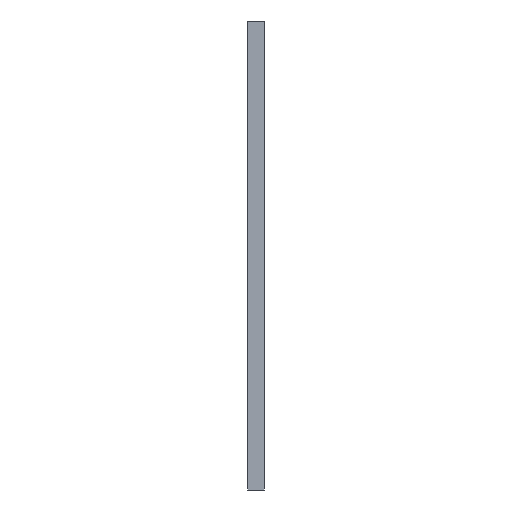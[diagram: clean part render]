
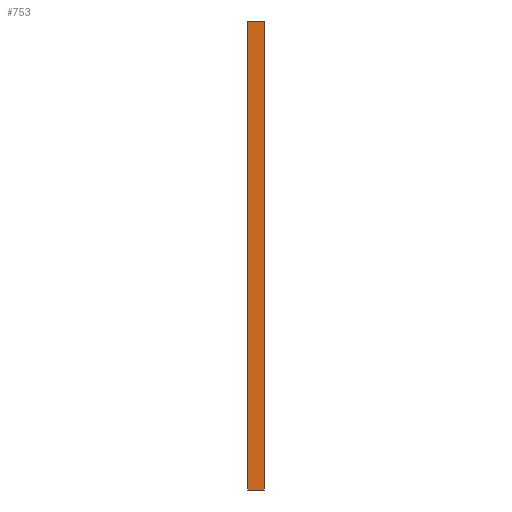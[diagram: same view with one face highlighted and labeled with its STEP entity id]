
A CAD part, left-side view. The second image highlights one B-rep face of the part: STEP entity #753.
In plain terms, the highlighted planar face has unit normal (-1, 0, 0).
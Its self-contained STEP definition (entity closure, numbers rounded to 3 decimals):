
#207 = LINE ( 'NONE', #3095, #1758 ) ;
#319 = VECTOR ( 'NONE', #2734, 1000. ) ;
#356 = CARTESIAN_POINT ( 'NONE',  ( 0., 0., -146. ) ) ;
#476 = AXIS2_PLACEMENT_3D ( 'NONE', #3963, #1834, #1143 ) ;
#718 = VERTEX_POINT ( 'NONE', #356 ) ;
#753 = ADVANCED_FACE ( 'NONE', ( #1075 ), #2583, .F. ) ;
#866 = VERTEX_POINT ( 'NONE', #4059 ) ;
#1018 = EDGE_CURVE ( 'NONE', #718, #866, #1357, .T. ) ;
#1075 = FACE_OUTER_BOUND ( 'NONE', #2532, .T. ) ;
#1143 = DIRECTION ( 'NONE',  ( 0., 0., -1. ) ) ;
#1250 = EDGE_CURVE ( 'NONE', #3702, #866, #1273, .T. ) ;
#1273 = LINE ( 'NONE', #3774, #319 ) ;
#1275 = EDGE_CURVE ( 'NONE', #3966, #718, #207, .T. ) ;
#1357 = LINE ( 'NONE', #4067, #3130 ) ;
#1666 = ORIENTED_EDGE ( 'NONE', *, *, #1018, .T. ) ;
#1758 = VECTOR ( 'NONE', #4077, 1000. ) ;
#1834 = DIRECTION ( 'NONE',  ( 1., 0., 0. ) ) ;
#1903 = DIRECTION ( 'NONE',  ( 0., 0., 1. ) ) ;
#2465 = ORIENTED_EDGE ( 'NONE', *, *, #4116, .F. ) ;
#2532 = EDGE_LOOP ( 'NONE', ( #1666, #3292, #2465, #4023 ) ) ;
#2571 = DIRECTION ( 'NONE',  ( 0., 0., 1. ) ) ;
#2583 = PLANE ( 'NONE',  #476 ) ;
#2734 = DIRECTION ( 'NONE',  ( 0., -1., 0. ) ) ;
#3095 = CARTESIAN_POINT ( 'NONE',  ( 0., 5., -146. ) ) ;
#3130 = VECTOR ( 'NONE', #2571, 1000. ) ;
#3292 = ORIENTED_EDGE ( 'NONE', *, *, #1250, .F. ) ;
#3687 = CARTESIAN_POINT ( 'NONE',  ( 0., 5., 0. ) ) ;
#3695 = LINE ( 'NONE', #3687, #4341 ) ;
#3702 = VERTEX_POINT ( 'NONE', #4466 ) ;
#3774 = CARTESIAN_POINT ( 'NONE',  ( 0., 5., 0. ) ) ;
#3963 = CARTESIAN_POINT ( 'NONE',  ( 0., 5., 0. ) ) ;
#3966 = VERTEX_POINT ( 'NONE', #4195 ) ;
#4023 = ORIENTED_EDGE ( 'NONE', *, *, #1275, .T. ) ;
#4059 = CARTESIAN_POINT ( 'NONE',  ( 0., 0., 0. ) ) ;
#4067 = CARTESIAN_POINT ( 'NONE',  ( 0., 0., 0. ) ) ;
#4077 = DIRECTION ( 'NONE',  ( 0., -1., 0. ) ) ;
#4116 = EDGE_CURVE ( 'NONE', #3966, #3702, #3695, .T. ) ;
#4195 = CARTESIAN_POINT ( 'NONE',  ( 0., 5., -146. ) ) ;
#4341 = VECTOR ( 'NONE', #1903, 1000. ) ;
#4466 = CARTESIAN_POINT ( 'NONE',  ( 0., 5., 0. ) ) ;
